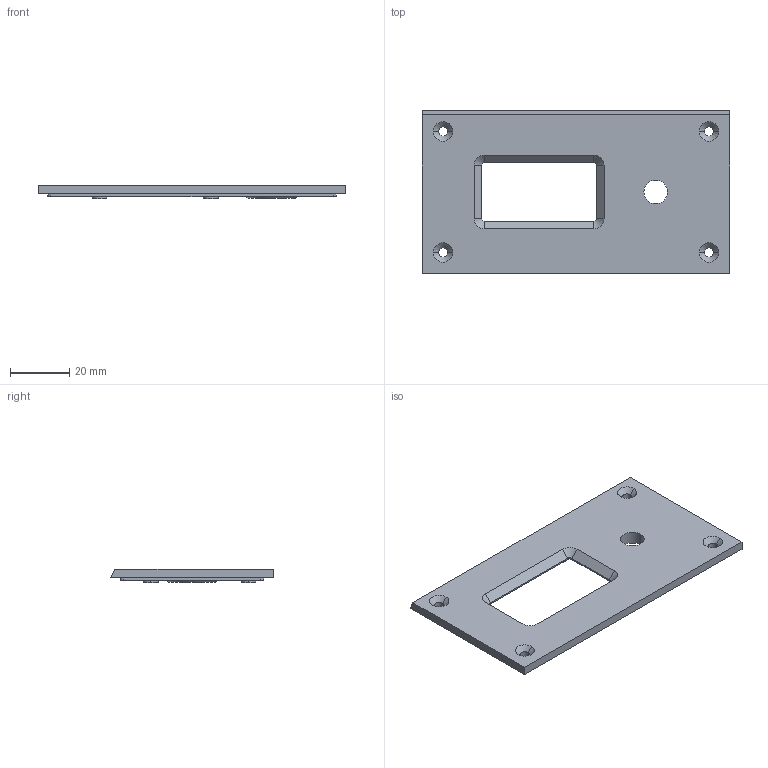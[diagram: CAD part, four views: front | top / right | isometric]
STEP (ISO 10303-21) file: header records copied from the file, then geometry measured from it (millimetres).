
FILE_DESCRIPTION (( 'STEP AP214' ), '1' );
FILE_NAME ('UNIT_front-panel-display_1.54 step.STEP', '2025-10-06T12:41:15', ( '' ), ( '' ), 'SwSTEP 2.0', 'SolidWorks 2020', '' );
FILE_SCHEMA (( 'AUTOMOTIVE_DESIGN' ));
Length unit declared in the file: millimetre
Products named in the file (1): UNIT_front-panel-display_1.54 step
Bounding box: 104 x 55 x 4.7 mm (x, y, z)
Volume: 15071.7 mm3; surface area: 11704.8 mm2
Topology: 1 solids, 1 shells, 87 faces, 212 edges, 136 vertices
Faces by surface type: cylinder 38, plane 35, cone 14
Entity records: 2632 total; most frequent: DIRECTION 484, CARTESIAN_POINT 436, ORIENTED_EDGE 424, EDGE_CURVE 212, AXIS2_PLACEMENT_3D 184, VERTEX_POINT 136, VECTOR 116, LINE 116
